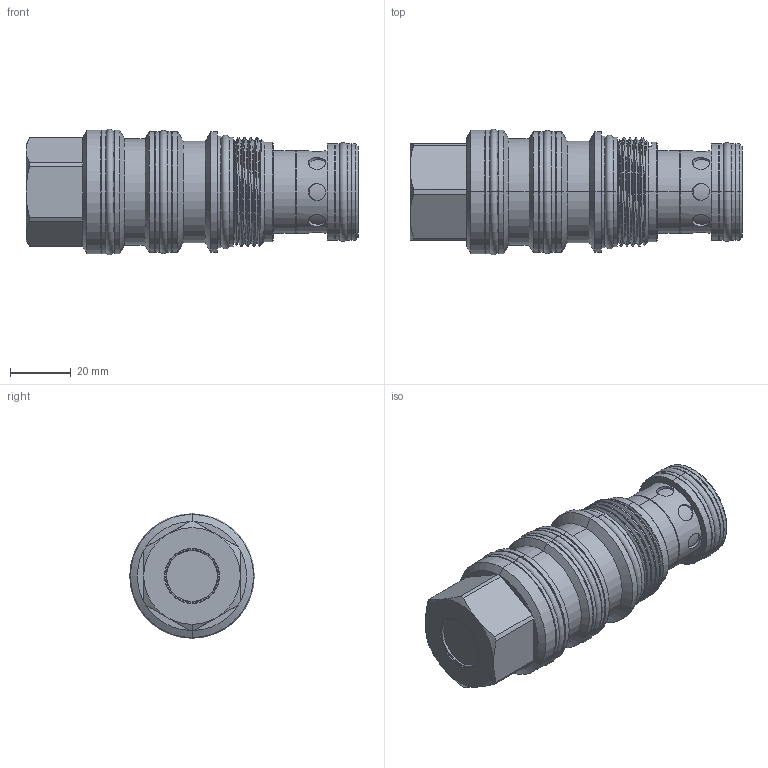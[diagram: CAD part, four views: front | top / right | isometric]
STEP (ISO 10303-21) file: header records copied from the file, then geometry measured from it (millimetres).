
FILE_DESCRIPTION (( 'STEP AP203' ), '1' );
FILE_NAME ('LB23A4RH8.STEP', '2025-04-23T08:18:17', ( '' ), ( '' ), 'SwSTEP 2.0', 'SolidWorks 2018', '' );
FILE_SCHEMA (( 'CONFIG_CONTROL_DESIGN' ));
Length unit declared in the file: millimetre
Products named in the file (1): LB23A4RH8
Bounding box: 108.93 x 41.17 x 41.17 mm (x, y, z)
Volume: 99980 mm3; surface area: 18955.2 mm2
Topology: 1 solids, 1 shells, 250 faces, 554 edges, 335 vertices
Faces by surface type: cylinder 127, cone 54, plane 45, torus 21, bspline 3
Entity records: 9438 total; most frequent: CARTESIAN_POINT 3872, DIRECTION 1209, ORIENTED_EDGE 1104, EDGE_CURVE 552, AXIS2_PLACEMENT_3D 516, VERTEX_POINT 335, EDGE_LOOP 283, CIRCLE 268
